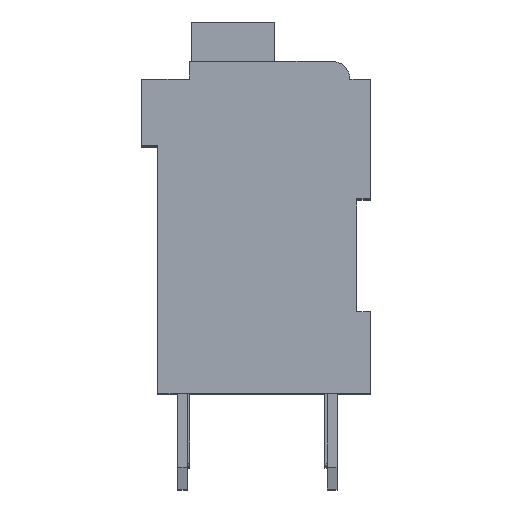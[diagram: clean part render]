
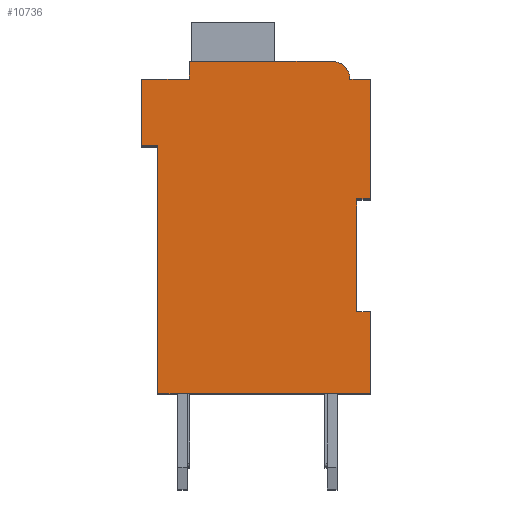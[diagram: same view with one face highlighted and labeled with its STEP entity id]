
A CAD part, top view. The second image highlights one B-rep face of the part: STEP entity #10736.
In plain terms, the highlighted planar face has unit normal (0, 0, 1).
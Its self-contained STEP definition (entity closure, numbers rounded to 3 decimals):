
#2807=DIRECTION('',(1.,0.,0.));
#2808=VECTOR('',#2807,0.5);
#2809=CARTESIAN_POINT('',(7.3,7.15,2.1));
#2810=LINE('',#2809,#2808);
#2811=DIRECTION('',(0.,1.,0.));
#2812=VECTOR('',#2811,4.15);
#2813=CARTESIAN_POINT('',(7.3,3.,2.1));
#2814=LINE('',#2813,#2812);
#2815=DIRECTION('',(-1.,0.,0.));
#2816=VECTOR('',#2815,0.5);
#2817=CARTESIAN_POINT('',(7.8,3.,2.1));
#2818=LINE('',#2817,#2816);
#2819=DIRECTION('',(0.,1.,0.));
#2820=VECTOR('',#2819,3.);
#2821=CARTESIAN_POINT('',(7.8,0.,2.1));
#2822=LINE('',#2821,#2820);
#2823=DIRECTION('',(1.,0.,0.));
#2824=VECTOR('',#2823,7.8);
#2825=CARTESIAN_POINT('',(0.,0.,2.1));
#2826=LINE('',#2825,#2824);
#2827=DIRECTION('',(0.,-1.,0.));
#2828=VECTOR('',#2827,9.1);
#2829=CARTESIAN_POINT('',(0.,9.1,2.1));
#2830=LINE('',#2829,#2828);
#2831=DIRECTION('',(1.,0.,0.));
#2832=VECTOR('',#2831,0.6);
#2833=CARTESIAN_POINT('',(-0.6,9.1,2.1));
#2834=LINE('',#2833,#2832);
#2835=DIRECTION('',(0.,-1.,0.));
#2836=VECTOR('',#2835,2.45);
#2837=CARTESIAN_POINT('',(-0.6,11.55,2.1));
#2838=LINE('',#2837,#2836);
#2839=DIRECTION('',(-1.,0.,0.));
#2840=VECTOR('',#2839,1.75);
#2841=CARTESIAN_POINT('',(1.15,11.55,2.1));
#2842=LINE('',#2841,#2840);
#2843=DIRECTION('',(0.,-1.,0.));
#2844=VECTOR('',#2843,0.65);
#2845=CARTESIAN_POINT('',(1.15,12.2,2.1));
#2846=LINE('',#2845,#2844);
#2847=DIRECTION('',(-1.,0.,0.));
#2848=VECTOR('',#2847,5.25);
#2849=CARTESIAN_POINT('',(6.4,12.2,2.1));
#2850=LINE('',#2849,#2848);
#2851=CARTESIAN_POINT('',(6.4,11.55,2.1));
#2852=DIRECTION('',(0.,0.,1.));
#2853=DIRECTION('',(1.,0.,0.));
#2854=AXIS2_PLACEMENT_3D('',#2851,#2852,#2853);
#2856=DIRECTION('',(-1.,0.,0.));
#2857=VECTOR('',#2856,0.75);
#2858=CARTESIAN_POINT('',(7.8,11.55,2.1));
#2859=LINE('',#2858,#2857);
#2860=DIRECTION('',(0.,1.,0.));
#2861=VECTOR('',#2860,4.4);
#2862=CARTESIAN_POINT('',(7.8,7.15,2.1));
#2863=LINE('',#2862,#2861);
#5752=CARTESIAN_POINT('',(7.3,7.15,2.1));
#5753=CARTESIAN_POINT('',(7.8,7.15,2.1));
#5754=VERTEX_POINT('',#5752);
#5755=VERTEX_POINT('',#5753);
#5756=CARTESIAN_POINT('',(7.8,11.55,2.1));
#5757=VERTEX_POINT('',#5756);
#5758=CARTESIAN_POINT('',(7.05,11.55,2.1));
#5759=VERTEX_POINT('',#5758);
#5760=CARTESIAN_POINT('',(6.4,12.2,2.1));
#5761=VERTEX_POINT('',#5760);
#5762=CARTESIAN_POINT('',(1.15,12.2,2.1));
#5763=VERTEX_POINT('',#5762);
#5764=CARTESIAN_POINT('',(1.15,11.55,2.1));
#5765=VERTEX_POINT('',#5764);
#5766=CARTESIAN_POINT('',(-0.6,11.55,2.1));
#5767=VERTEX_POINT('',#5766);
#5768=CARTESIAN_POINT('',(-0.6,9.1,2.1));
#5769=VERTEX_POINT('',#5768);
#5770=CARTESIAN_POINT('',(0.,9.1,2.1));
#5771=VERTEX_POINT('',#5770);
#5772=CARTESIAN_POINT('',(0.,0.,2.1));
#5773=VERTEX_POINT('',#5772);
#5774=CARTESIAN_POINT('',(7.8,0.,2.1));
#5775=VERTEX_POINT('',#5774);
#5776=CARTESIAN_POINT('',(7.8,3.,2.1));
#5777=VERTEX_POINT('',#5776);
#5778=CARTESIAN_POINT('',(7.3,3.,2.1));
#5779=VERTEX_POINT('',#5778);
#10715=CARTESIAN_POINT('',(0.,0.,2.1));
#10716=DIRECTION('',(0.,0.,1.));
#10717=DIRECTION('',(1.,0.,0.));
#10718=AXIS2_PLACEMENT_3D('',#10715,#10716,#10717);
#10719=PLANE('',#10718);
#10720=ORIENTED_EDGE('',*,*,#7569,.F.);
#10721=ORIENTED_EDGE('',*,*,#7911,.F.);
#10722=ORIENTED_EDGE('',*,*,#8151,.F.);
#10723=ORIENTED_EDGE('',*,*,#8296,.F.);
#10724=ORIENTED_EDGE('',*,*,#8473,.F.);
#10725=ORIENTED_EDGE('',*,*,#8718,.F.);
#10726=ORIENTED_EDGE('',*,*,#9237,.F.);
#10727=ORIENTED_EDGE('',*,*,#9351,.F.);
#10728=ORIENTED_EDGE('',*,*,#9520,.F.);
#10729=ORIENTED_EDGE('',*,*,#9865,.F.);
#10730=ORIENTED_EDGE('',*,*,#10127,.F.);
#10731=ORIENTED_EDGE('',*,*,#9571,.F.);
#10732=ORIENTED_EDGE('',*,*,#9756,.F.);
#10733=ORIENTED_EDGE('',*,*,#7806,.F.);
#10734=EDGE_LOOP('',(#10720,#10721,#10722,#10723,#10724,#10725,#10726,#10727,
#10728,#10729,#10730,#10731,#10732,#10733));
#10735=FACE_OUTER_BOUND('',#10734,.F.);
#2855=CIRCLE('',#2854,0.65);
#7569=EDGE_CURVE('',#5754,#5755,#2810,.T.);
#7806=EDGE_CURVE('',#5755,#5757,#2863,.T.);
#7911=EDGE_CURVE('',#5779,#5754,#2814,.T.);
#8151=EDGE_CURVE('',#5777,#5779,#2818,.T.);
#8296=EDGE_CURVE('',#5775,#5777,#2822,.T.);
#8473=EDGE_CURVE('',#5773,#5775,#2826,.T.);
#8718=EDGE_CURVE('',#5771,#5773,#2830,.T.);
#9237=EDGE_CURVE('',#5769,#5771,#2834,.T.);
#9351=EDGE_CURVE('',#5767,#5769,#2838,.T.);
#9520=EDGE_CURVE('',#5765,#5767,#2842,.T.);
#9571=EDGE_CURVE('',#5759,#5761,#2855,.T.);
#9756=EDGE_CURVE('',#5757,#5759,#2859,.T.);
#9865=EDGE_CURVE('',#5763,#5765,#2846,.T.);
#10127=EDGE_CURVE('',#5761,#5763,#2850,.T.);
#10736=ADVANCED_FACE('',(#10735),#10719,.T.);
